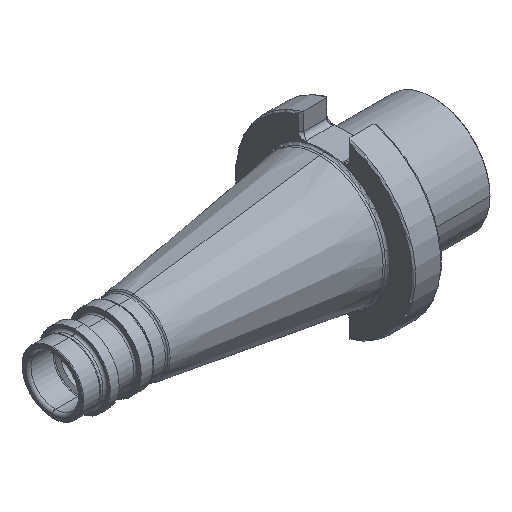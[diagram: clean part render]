
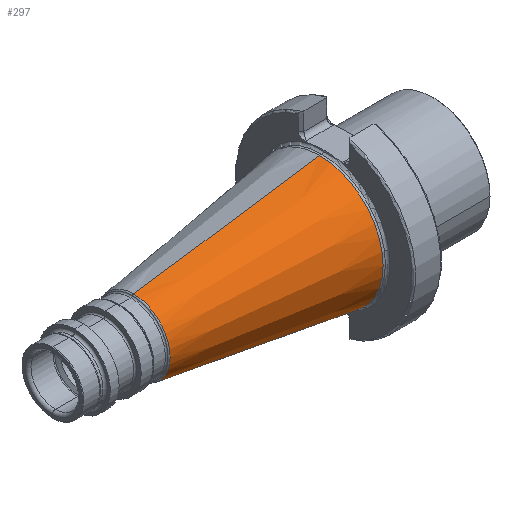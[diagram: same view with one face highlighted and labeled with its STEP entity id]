
A CAD part, isometric view. The second image highlights one B-rep face of the part: STEP entity #297.
In plain terms, the highlighted conical face has half-angle 8.297 degrees and reference radius 22.225 mm.
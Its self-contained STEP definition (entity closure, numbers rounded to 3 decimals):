
#297 = ADVANCED_FACE ( 'NONE', ( #4293 ), #627, .T. ) ;
#382 = LINE ( 'NONE', #768, #3780 ) ;
#383 = AXIS2_PLACEMENT_3D ( 'NONE', #4286, #4707, #4332 ) ;
#417 = AXIS2_PLACEMENT_3D ( 'NONE', #1008, #1848, #1060 ) ;
#481 = VERTEX_POINT ( 'NONE', #3221 ) ;
#627 = CONICAL_SURFACE ( 'NONE', #3949, 22.225, 0.145 ) ;
#660 = CIRCLE ( 'NONE', #417, 12.748 ) ;
#768 = CARTESIAN_POINT ( 'NONE',  ( 0., 0., 22.225 ) ) ;
#886 = CARTESIAN_POINT ( 'NONE',  ( 0., 0., 22.225 ) ) ;
#905 = VECTOR ( 'NONE', #2901, 1000. ) ;
#1008 = CARTESIAN_POINT ( 'NONE',  ( -64.988, 0., 0. ) ) ;
#1060 = DIRECTION ( 'NONE',  ( 0., 0., 1. ) ) ;
#1083 = VERTEX_POINT ( 'NONE', #4608 ) ;
#1279 = EDGE_CURVE ( 'NONE', #481, #3249, #4758, .T. ) ;
#1320 = ORIENTED_EDGE ( 'NONE', *, *, #1279, .T. ) ;
#1848 = DIRECTION ( 'NONE',  ( -1., 0., 0. ) ) ;
#2036 = CARTESIAN_POINT ( 'NONE',  ( 0., 0., -22.225 ) ) ;
#2269 = DIRECTION ( 'NONE',  ( 0.99, 0., 0.144 ) ) ;
#2407 = CARTESIAN_POINT ( 'NONE',  ( 0., 0., 0. ) ) ;
#2628 = ORIENTED_EDGE ( 'NONE', *, *, #4852, .F. ) ;
#2708 = EDGE_CURVE ( 'NONE', #481, #1083, #660, .T. ) ;
#2901 = DIRECTION ( 'NONE',  ( 0.99, 0., -0.144 ) ) ;
#3120 = CIRCLE ( 'NONE', #383, 22.225 ) ;
#3221 = CARTESIAN_POINT ( 'NONE',  ( -64.988, 0., -12.748 ) ) ;
#3249 = VERTEX_POINT ( 'NONE', #3920 ) ;
#3548 = EDGE_LOOP ( 'NONE', ( #2628, #4422, #1320, #4344 ) ) ;
#3777 = VERTEX_POINT ( 'NONE', #886 ) ;
#3780 = VECTOR ( 'NONE', #2269, 1000. ) ;
#3920 = CARTESIAN_POINT ( 'NONE',  ( 0., 0., -22.225 ) ) ;
#3949 = AXIS2_PLACEMENT_3D ( 'NONE', #2407, #4320, #4580 ) ;
#4286 = CARTESIAN_POINT ( 'NONE',  ( 0., 0., 0. ) ) ;
#4293 = FACE_OUTER_BOUND ( 'NONE', #3548, .T. ) ;
#4320 = DIRECTION ( 'NONE',  ( 1., 0., 0. ) ) ;
#4332 = DIRECTION ( 'NONE',  ( 0., 0., 1. ) ) ;
#4344 = ORIENTED_EDGE ( 'NONE', *, *, #4578, .T. ) ;
#4422 = ORIENTED_EDGE ( 'NONE', *, *, #2708, .F. ) ;
#4578 = EDGE_CURVE ( 'NONE', #3249, #3777, #3120, .T. ) ;
#4580 = DIRECTION ( 'NONE',  ( 0., 0., -1. ) ) ;
#4608 = CARTESIAN_POINT ( 'NONE',  ( -64.988, 0., 12.748 ) ) ;
#4707 = DIRECTION ( 'NONE',  ( -1., 0., 0. ) ) ;
#4758 = LINE ( 'NONE', #2036, #905 ) ;
#4852 = EDGE_CURVE ( 'NONE', #1083, #3777, #382, .T. ) ;
